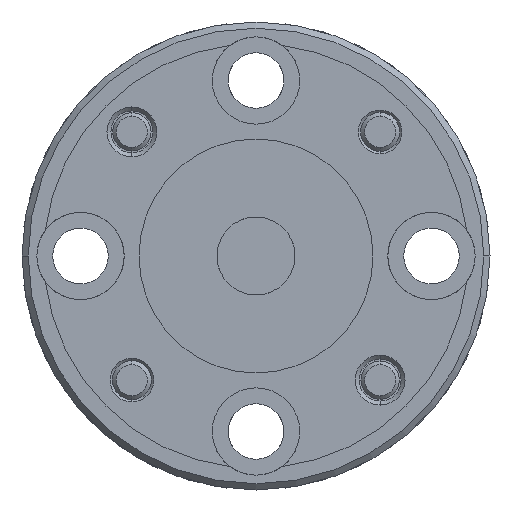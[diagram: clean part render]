
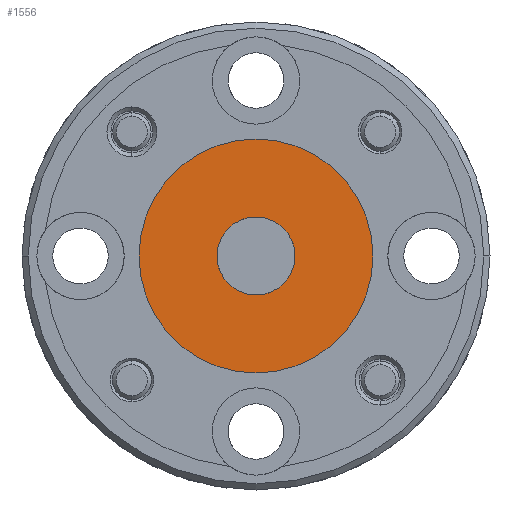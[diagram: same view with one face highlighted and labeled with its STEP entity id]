
A CAD part, left-side view. The second image highlights one B-rep face of the part: STEP entity #1556.
In plain terms, the highlighted planar face has unit normal (-1, 0, 0).
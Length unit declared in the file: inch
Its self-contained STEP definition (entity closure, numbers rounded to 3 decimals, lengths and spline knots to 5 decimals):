
#205 = CARTESIAN_POINT ( 'NONE',  ( -0.9, -0.01723, -0.06065 ) ) ;
#248 = B_SPLINE_CURVE_WITH_KNOTS ( 'NONE', 3,
 ( #2866, #3266, #4054, #1637, #2474, #2052, #476, #4375, #1682, #3690 ),
 .UNSPECIFIED., .F., .F.,
 ( 4, 2, 2, 2, 4 ),
 ( 0., 0.25, 0.5, 0.75, 1. ),
 .UNSPECIFIED. ) ;
#476 = CARTESIAN_POINT ( 'NONE',  ( -0.9, -0.06065, 0.01723 ) ) ;
#510 = CIRCLE ( 'NONE', #3368, 0.1875 ) ;
#515 = VERTEX_POINT ( 'NONE', #1325 ) ;
#601 = CARTESIAN_POINT ( 'NONE',  ( -0.9, -0.04419, -0.04419 ) ) ;
#744 = CARTESIAN_POINT ( 'NONE',  ( -0.9, 0.01723, 0.06065 ) ) ;
#767 = B_SPLINE_CURVE_WITH_KNOTS ( 'NONE', 3,
 ( #4013, #1540, #5213, #1960, #4036, #3591, #833, #2031, #779, #2377 ),
 .UNSPECIFIED., .F., .F.,
 ( 4, 2, 2, 2, 4 ),
 ( 0., 0.25, 0.5, 0.75, 1. ),
 .UNSPECIFIED. ) ;
#779 = CARTESIAN_POINT ( 'NONE',  ( -0.9, 0.0494, -0.03899 ) ) ;
#795 = EDGE_CURVE ( 'NONE', #2186, #3478, #767, .T. ) ;
#833 = CARTESIAN_POINT ( 'NONE',  ( -0.9, 0.06065, -0.01723 ) ) ;
#930 = CARTESIAN_POINT ( 'NONE',  ( -0.9, 0.04419, -0.04419 ) ) ;
#957 = EDGE_CURVE ( 'NONE', #4166, #2759, #2735, .T. ) ;
#981 = CARTESIAN_POINT ( 'NONE',  ( -0.9, -0.03242, -0.05407 ) ) ;
#984 = EDGE_CURVE ( 'NONE', #515, #5070, #248, .T. ) ;
#1154 = AXIS2_PLACEMENT_3D ( 'NONE', #3750, #1426, #4561 ) ;
#1210 = CARTESIAN_POINT ( 'NONE',  ( -0.9, -0.04419, 0.04419 ) ) ;
#1258 = DIRECTION ( 'NONE',  ( 0., 1., 0. ) ) ;
#1325 = CARTESIAN_POINT ( 'NONE',  ( -0.9, -0.04419, -0.04419 ) ) ;
#1421 = CARTESIAN_POINT ( 'NONE',  ( -0.9, -0.03899, -0.0494 ) ) ;
#1426 = DIRECTION ( 'NONE',  ( -1., 0., 0. ) ) ;
#1479 = DIRECTION ( 'NONE',  ( 0., 1., 0. ) ) ;
#1507 = CARTESIAN_POINT ( 'NONE',  ( -0.9, -0.01723, 0.06065 ) ) ;
#1540 = CARTESIAN_POINT ( 'NONE',  ( -0.9, 0.0494, 0.03899 ) ) ;
#1556 = ADVANCED_FACE ( 'NONE', ( #4187, #4612 ), #5009, .T. ) ;
#1562 = CARTESIAN_POINT ( 'NONE',  ( -0.9, 0.04419, 0.04419 ) ) ;
#1605 = CARTESIAN_POINT ( 'NONE',  ( -0.9, 0., 0. ) ) ;
#1637 = CARTESIAN_POINT ( 'NONE',  ( -0.9, -0.06065, -0.01723 ) ) ;
#1682 = CARTESIAN_POINT ( 'NONE',  ( -0.9, -0.0494, 0.03899 ) ) ;
#1785 = CARTESIAN_POINT ( 'NONE',  ( -0.9, -0.00863, -0.0625 ) ) ;
#1833 = CARTESIAN_POINT ( 'NONE',  ( -0.9, 0.03899, -0.0494 ) ) ;
#1891 = CARTESIAN_POINT ( 'NONE',  ( -0.9, -0.03899, 0.0494 ) ) ;
#1960 = CARTESIAN_POINT ( 'NONE',  ( -0.9, 0.06065, 0.01723 ) ) ;
#2031 = CARTESIAN_POINT ( 'NONE',  ( -0.9, 0.05407, -0.03242 ) ) ;
#2052 = CARTESIAN_POINT ( 'NONE',  ( -0.9, -0.0625, 0.00863 ) ) ;
#2113 = ORIENTED_EDGE ( 'NONE', *, *, #4186, .F. ) ;
#2123 = CARTESIAN_POINT ( 'NONE',  ( -0.9, 0.03242, -0.05407 ) ) ;
#2186 = VERTEX_POINT ( 'NONE', #3870 ) ;
#2233 = CARTESIAN_POINT ( 'NONE',  ( -0.9, 0.00863, -0.0625 ) ) ;
#2377 = CARTESIAN_POINT ( 'NONE',  ( -0.9, 0.04419, -0.04419 ) ) ;
#2394 = EDGE_CURVE ( 'NONE', #2759, #4166, #510, .T. ) ;
#2395 = AXIS2_PLACEMENT_3D ( 'NONE', #3470, #3053, #1479 ) ;
#2474 = CARTESIAN_POINT ( 'NONE',  ( -0.9, -0.0625, -0.00863 ) ) ;
#2481 = B_SPLINE_CURVE_WITH_KNOTS ( 'NONE', 3,
 ( #930, #1833, #2123, #3822, #2233, #1785, #205, #981, #1421, #601 ),
 .UNSPECIFIED., .F., .F.,
 ( 4, 2, 2, 2, 4 ),
 ( 0., 0.25, 0.5, 0.75, 1. ),
 .UNSPECIFIED. ) ;
#2668 = B_SPLINE_CURVE_WITH_KNOTS ( 'NONE', 3,
 ( #3903, #1891, #3501, #1507, #4347, #4374, #744, #5117, #3557, #1562 ),
 .UNSPECIFIED., .F., .F.,
 ( 4, 2, 2, 2, 4 ),
 ( 0., 0.25, 0.5, 0.75, 1. ),
 .UNSPECIFIED. ) ;
#2735 = CIRCLE ( 'NONE', #2395, 0.1875 ) ;
#2759 = VERTEX_POINT ( 'NONE', #3440 ) ;
#2781 = EDGE_CURVE ( 'NONE', #3478, #515, #2481, .T. ) ;
#2866 = CARTESIAN_POINT ( 'NONE',  ( -0.9, -0.04419, -0.04419 ) ) ;
#3051 = ORIENTED_EDGE ( 'NONE', *, *, #2394, .F. ) ;
#3053 = DIRECTION ( 'NONE',  ( 1., 0., 0. ) ) ;
#3165 = CARTESIAN_POINT ( 'NONE',  ( -0.9, -0.1875, 0. ) ) ;
#3213 = DIRECTION ( 'NONE',  ( 1., 0., 0. ) ) ;
#3266 = CARTESIAN_POINT ( 'NONE',  ( -0.9, -0.0494, -0.03899 ) ) ;
#3368 = AXIS2_PLACEMENT_3D ( 'NONE', #1605, #3213, #1258 ) ;
#3416 = ORIENTED_EDGE ( 'NONE', *, *, #795, .F. ) ;
#3440 = CARTESIAN_POINT ( 'NONE',  ( -0.9, 0.1875, 0. ) ) ;
#3470 = CARTESIAN_POINT ( 'NONE',  ( -0.9, 0., 0. ) ) ;
#3478 = VERTEX_POINT ( 'NONE', #4442 ) ;
#3501 = CARTESIAN_POINT ( 'NONE',  ( -0.9, -0.03242, 0.05407 ) ) ;
#3557 = CARTESIAN_POINT ( 'NONE',  ( -0.9, 0.03899, 0.0494 ) ) ;
#3591 = CARTESIAN_POINT ( 'NONE',  ( -0.9, 0.0625, -0.00863 ) ) ;
#3690 = CARTESIAN_POINT ( 'NONE',  ( -0.9, -0.04419, 0.04419 ) ) ;
#3750 = CARTESIAN_POINT ( 'NONE',  ( -0.9, 0.1875, 0. ) ) ;
#3822 = CARTESIAN_POINT ( 'NONE',  ( -0.9, 0.01723, -0.06065 ) ) ;
#3870 = CARTESIAN_POINT ( 'NONE',  ( -0.9, 0.04419, 0.04419 ) ) ;
#3903 = CARTESIAN_POINT ( 'NONE',  ( -0.9, -0.04419, 0.04419 ) ) ;
#4013 = CARTESIAN_POINT ( 'NONE',  ( -0.9, 0.04419, 0.04419 ) ) ;
#4036 = CARTESIAN_POINT ( 'NONE',  ( -0.9, 0.0625, 0.00863 ) ) ;
#4054 = CARTESIAN_POINT ( 'NONE',  ( -0.9, -0.05407, -0.03242 ) ) ;
#4063 = ORIENTED_EDGE ( 'NONE', *, *, #2781, .F. ) ;
#4068 = EDGE_LOOP ( 'NONE', ( #3051, #4542 ) ) ;
#4115 = ORIENTED_EDGE ( 'NONE', *, *, #984, .F. ) ;
#4166 = VERTEX_POINT ( 'NONE', #3165 ) ;
#4186 = EDGE_CURVE ( 'NONE', #5070, #2186, #2668, .T. ) ;
#4187 = FACE_BOUND ( 'NONE', #4849, .T. ) ;
#4347 = CARTESIAN_POINT ( 'NONE',  ( -0.9, -0.00863, 0.0625 ) ) ;
#4374 = CARTESIAN_POINT ( 'NONE',  ( -0.9, 0.00863, 0.0625 ) ) ;
#4375 = CARTESIAN_POINT ( 'NONE',  ( -0.9, -0.05407, 0.03242 ) ) ;
#4442 = CARTESIAN_POINT ( 'NONE',  ( -0.9, 0.04419, -0.04419 ) ) ;
#4542 = ORIENTED_EDGE ( 'NONE', *, *, #957, .F. ) ;
#4561 = DIRECTION ( 'NONE',  ( 0., -1., 0. ) ) ;
#4612 = FACE_OUTER_BOUND ( 'NONE', #4068, .T. ) ;
#4849 = EDGE_LOOP ( 'NONE', ( #4063, #3416, #2113, #4115 ) ) ;
#5009 = PLANE ( 'NONE',  #1154 ) ;
#5070 = VERTEX_POINT ( 'NONE', #1210 ) ;
#5117 = CARTESIAN_POINT ( 'NONE',  ( -0.9, 0.03242, 0.05407 ) ) ;
#5213 = CARTESIAN_POINT ( 'NONE',  ( -0.9, 0.05407, 0.03242 ) ) ;
